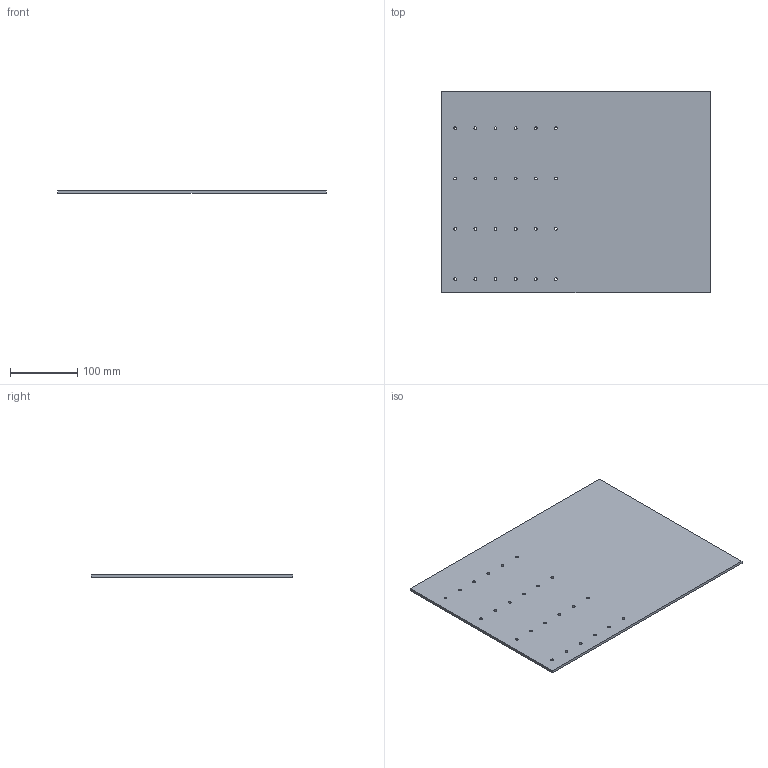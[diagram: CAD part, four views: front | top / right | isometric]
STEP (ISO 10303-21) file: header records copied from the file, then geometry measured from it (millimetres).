
FILE_DESCRIPTION(/* description */ ('STEP AP214'),/* implementation_level */ '2;1');
FILE_NAME(/* name */ '689caa07fb86d642f3e58910',/* time_stamp */ '2025-08-13T15:06:48Z',/* author */ (''),/* organization */ (''),/* preprocessor_version */ 'ST-DEVELOPER v20',/* originating_system */ 'ONSHAPE BY PTC INC, 1.202',/* authorisation */ ' ');
FILE_SCHEMA (('AUTOMOTIVE_DESIGN {1 0 10303 214 3 1 1}'));
Length unit declared in the file: metre
Products named in the file (1): PLATINE TARAUDEE
Bounding box: 400 x 300 x 4 mm (x, y, z)
Volume: 478670 mm3; surface area: 246201.7 mm2
Topology: 1 solids, 1 shells, 30 faces, 84 edges, 56 vertices
Faces by surface type: cylinder 24, plane 6
Full cylindrical faces by diameter (mm): 4.2 x24
Entity records: 1002 total; most frequent: DIRECTION 170, CARTESIAN_POINT 147, ORIENTED_EDGE 120, EDGE_LOOP 102, FACE_BOUND 102, AXIS2_PLACEMENT_3D 79, EDGE_CURVE 60, VERTEX_POINT 56
